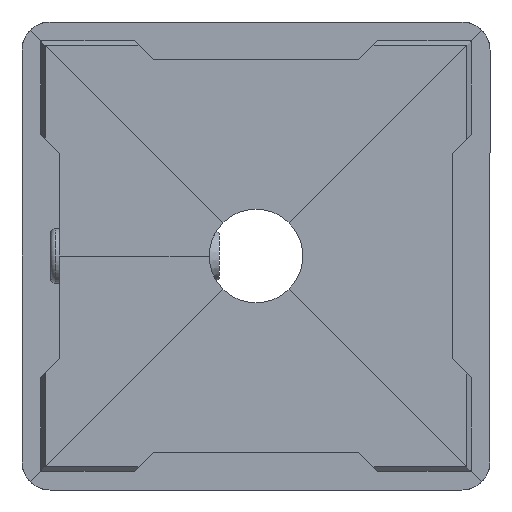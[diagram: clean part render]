
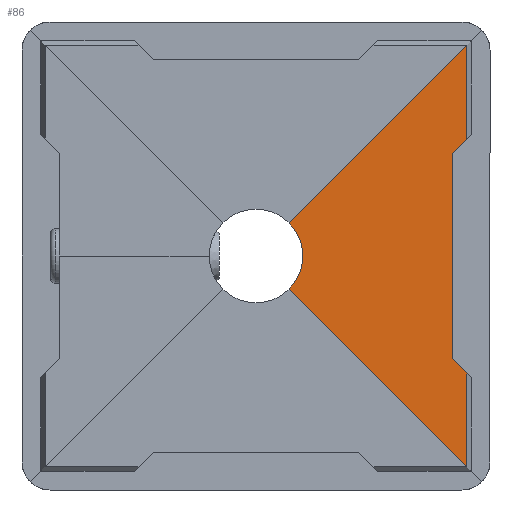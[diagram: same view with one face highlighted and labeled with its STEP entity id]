
A CAD part, front view. The second image highlights one B-rep face of the part: STEP entity #86.
In plain terms, the highlighted planar face has unit normal (0, -1, 0).
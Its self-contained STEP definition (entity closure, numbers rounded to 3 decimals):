
#26 = EDGE_CURVE ( 'NONE', #46, #3995, #3310, .T. ) ;
#46 = VERTEX_POINT ( 'NONE', #4637 ) ;
#86 = ADVANCED_FACE ( 'NONE', ( #680 ), #3125, .F. ) ;
#87 = VECTOR ( 'NONE', #4700, 1000. ) ;
#196 = CARTESIAN_POINT ( 'NONE',  ( 21., 0., 11. ) ) ;
#234 = CARTESIAN_POINT ( 'NONE',  ( 0., 0., -26.1 ) ) ;
#516 = ORIENTED_EDGE ( 'NONE', *, *, #1298, .F. ) ;
#522 = LINE ( 'NONE', #1971, #2945 ) ;
#619 = CARTESIAN_POINT ( 'NONE',  ( -13.05, 0., -13.05 ) ) ;
#626 = VERTEX_POINT ( 'NONE', #677 ) ;
#653 = EDGE_LOOP ( 'NONE', ( #3343, #2303, #4603, #1166, #3808, #516, #2157, #1822 ) ) ;
#677 = CARTESIAN_POINT ( 'NONE',  ( 3.536, 0., 3.536 ) ) ;
#680 = FACE_OUTER_BOUND ( 'NONE', #653, .T. ) ;
#1166 = ORIENTED_EDGE ( 'NONE', *, *, #2366, .T. ) ;
#1298 = EDGE_CURVE ( 'NONE', #3995, #3768, #2806, .T. ) ;
#1339 = AXIS2_PLACEMENT_3D ( 'NONE', #4329, #3610, #3934 ) ;
#1376 = AXIS2_PLACEMENT_3D ( 'NONE', #234, #3175, #1728 ) ;
#1477 = DIRECTION ( 'NONE',  ( -0.707, 0., -0.707 ) ) ;
#1726 = VERTEX_POINT ( 'NONE', #3898 ) ;
#1728 = DIRECTION ( 'NONE',  ( -1., 0., 0. ) ) ;
#1787 = CARTESIAN_POINT ( 'NONE',  ( 22.5, 0., -26.1 ) ) ;
#1822 = ORIENTED_EDGE ( 'NONE', *, *, #4143, .T. ) ;
#1833 = DIRECTION ( 'NONE',  ( 0., 0., 1. ) ) ;
#1841 = VECTOR ( 'NONE', #1833, 1000. ) ;
#1971 = CARTESIAN_POINT ( 'NONE',  ( 21., 0., -11. ) ) ;
#2046 = DIRECTION ( 'NONE',  ( 0., 0., -1. ) ) ;
#2092 = VECTOR ( 'NONE', #3176, 1000. ) ;
#2124 = VECTOR ( 'NONE', #1477, 1000. ) ;
#2157 = ORIENTED_EDGE ( 'NONE', *, *, #26, .F. ) ;
#2166 = CARTESIAN_POINT ( 'NONE',  ( 25., 0., 15. ) ) ;
#2303 = ORIENTED_EDGE ( 'NONE', *, *, #4478, .T. ) ;
#2366 = EDGE_CURVE ( 'NONE', #3926, #4134, #4090, .T. ) ;
#2474 = CIRCLE ( 'NONE', #1339, 5. ) ;
#2476 = CARTESIAN_POINT ( 'NONE',  ( 21., 0., 11. ) ) ;
#2546 = DIRECTION ( 'NONE',  ( 0., 0., 1. ) ) ;
#2574 = CARTESIAN_POINT ( 'NONE',  ( 22.5, 0., -22.5 ) ) ;
#2671 = CARTESIAN_POINT ( 'NONE',  ( 22.5, 0., -26.1 ) ) ;
#2806 = LINE ( 'NONE', #2476, #3754 ) ;
#2945 = VECTOR ( 'NONE', #3442, 1000. ) ;
#3125 = PLANE ( 'NONE',  #1376 ) ;
#3175 = DIRECTION ( 'NONE',  ( 0., 1., 0. ) ) ;
#3176 = DIRECTION ( 'NONE',  ( 0.707, 0., 0.707 ) ) ;
#3190 = LINE ( 'NONE', #1787, #4064 ) ;
#3215 = CARTESIAN_POINT ( 'NONE',  ( 21., 0., -11. ) ) ;
#3233 = CARTESIAN_POINT ( 'NONE',  ( 22.5, 0., -12.5 ) ) ;
#3279 = CARTESIAN_POINT ( 'NONE',  ( 3.536, 0., -3.536 ) ) ;
#3310 = LINE ( 'NONE', #2166, #2124 ) ;
#3343 = ORIENTED_EDGE ( 'NONE', *, *, #4320, .F. ) ;
#3442 = DIRECTION ( 'NONE',  ( 0.707, 0., -0.707 ) ) ;
#3479 = EDGE_CURVE ( 'NONE', #4105, #3926, #3933, .T. ) ;
#3610 = DIRECTION ( 'NONE',  ( 0., 1., 0. ) ) ;
#3715 = EDGE_CURVE ( 'NONE', #3768, #4134, #522, .T. ) ;
#3754 = VECTOR ( 'NONE', #2046, 1000. ) ;
#3768 = VERTEX_POINT ( 'NONE', #3215 ) ;
#3808 = ORIENTED_EDGE ( 'NONE', *, *, #3715, .F. ) ;
#3886 = LINE ( 'NONE', #619, #2092 ) ;
#3898 = CARTESIAN_POINT ( 'NONE',  ( 22.5, 0., 22.5 ) ) ;
#3926 = VERTEX_POINT ( 'NONE', #2574 ) ;
#3933 = LINE ( 'NONE', #3954, #87 ) ;
#3934 = DIRECTION ( 'NONE',  ( -1., 0., 0. ) ) ;
#3954 = CARTESIAN_POINT ( 'NONE',  ( -13.05, 0., 13.05 ) ) ;
#3995 = VERTEX_POINT ( 'NONE', #196 ) ;
#4064 = VECTOR ( 'NONE', #2546, 1000. ) ;
#4090 = LINE ( 'NONE', #2671, #1841 ) ;
#4105 = VERTEX_POINT ( 'NONE', #3279 ) ;
#4134 = VERTEX_POINT ( 'NONE', #3233 ) ;
#4143 = EDGE_CURVE ( 'NONE', #46, #1726, #3190, .T. ) ;
#4320 = EDGE_CURVE ( 'NONE', #626, #1726, #3886, .T. ) ;
#4329 = CARTESIAN_POINT ( 'NONE',  ( 0., 0., 0. ) ) ;
#4478 = EDGE_CURVE ( 'NONE', #626, #4105, #2474, .T. ) ;
#4603 = ORIENTED_EDGE ( 'NONE', *, *, #3479, .T. ) ;
#4637 = CARTESIAN_POINT ( 'NONE',  ( 22.5, 0., 12.5 ) ) ;
#4700 = DIRECTION ( 'NONE',  ( 0.707, 0., -0.707 ) ) ;
